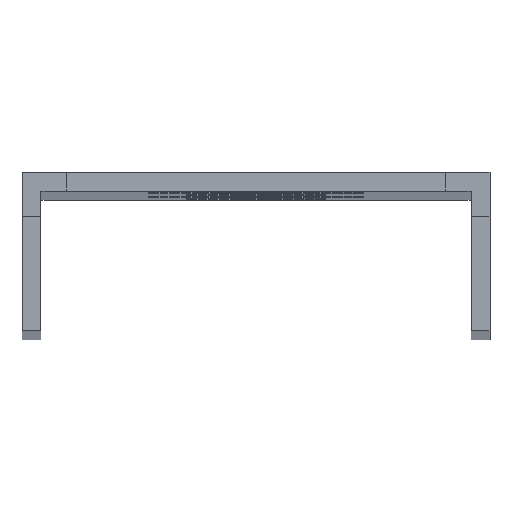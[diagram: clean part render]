
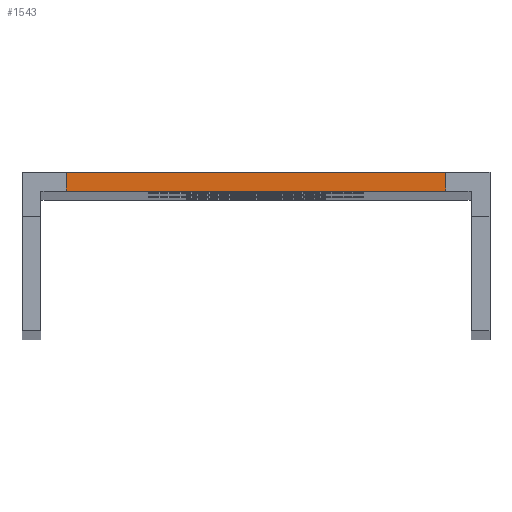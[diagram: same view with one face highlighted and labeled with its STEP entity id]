
A CAD part, top view. The second image highlights one B-rep face of the part: STEP entity #1543.
In plain terms, the highlighted planar face has unit normal (0, 0, 1).
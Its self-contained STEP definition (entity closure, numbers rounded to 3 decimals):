
#134=FACE_OUTER_BOUND('',#222,.T.);
#222=EDGE_LOOP('',(#1088,#1089,#1090,#1091));
#313=LINE('',#2210,#473);
#360=LINE('',#2359,#520);
#368=LINE('',#2374,#528);
#369=LINE('',#2376,#529);
#473=VECTOR('',#1779,10.);
#520=VECTOR('',#1890,10.);
#528=VECTOR('',#1902,10.);
#529=VECTOR('',#1905,10.);
#632=VERTEX_POINT('',#2207);
#633=VERTEX_POINT('',#2209);
#701=VERTEX_POINT('',#2353);
#708=VERTEX_POINT('',#2372);
#777=EDGE_CURVE('',#633,#632,#313,.T.);
#852=EDGE_CURVE('',#701,#633,#360,.T.);
#860=EDGE_CURVE('',#632,#708,#368,.T.);
#861=EDGE_CURVE('',#701,#708,#369,.T.);
#1088=ORIENTED_EDGE('',*,*,#860,.T.);
#1089=ORIENTED_EDGE('',*,*,#861,.F.);
#1090=ORIENTED_EDGE('',*,*,#852,.T.);
#1091=ORIENTED_EDGE('',*,*,#777,.T.);
#1422=PLANE('',#1668);
#1543=ADVANCED_FACE('',(#134),#1422,.T.);
#1668=AXIS2_PLACEMENT_3D('',#2375,#1903,#1904);
#1779=DIRECTION('',(-1.,0.,0.));
#1890=DIRECTION('',(0.,1.,0.));
#1902=DIRECTION('',(0.,-1.,0.));
#1903=DIRECTION('center_axis',(0.,0.,
1.));
#1904=DIRECTION('ref_axis',(1.,0.,0.));
#1905=DIRECTION('',(-1.,0.,0.));
#2207=CARTESIAN_POINT('',(-43.201,1.5,0.));
#2209=CARTESIAN_POINT('',(-13.199,1.5,0.));
#2210=CARTESIAN_POINT('',(0.,1.5,0.));
#2353=CARTESIAN_POINT('',(-13.199,0.,0.));
#2359=CARTESIAN_POINT('',(-13.199,0.75,0.));
#2372=CARTESIAN_POINT('',(-43.201,0.,0.));
#2374=CARTESIAN_POINT('',(-43.201,0.75,0.));
#2375=CARTESIAN_POINT('Origin',(-6.949,-2.,0.));
#2376=CARTESIAN_POINT('',(0.,0.,0.));
